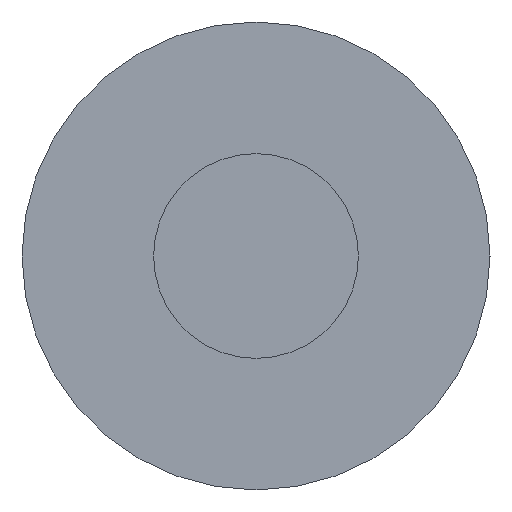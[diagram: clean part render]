
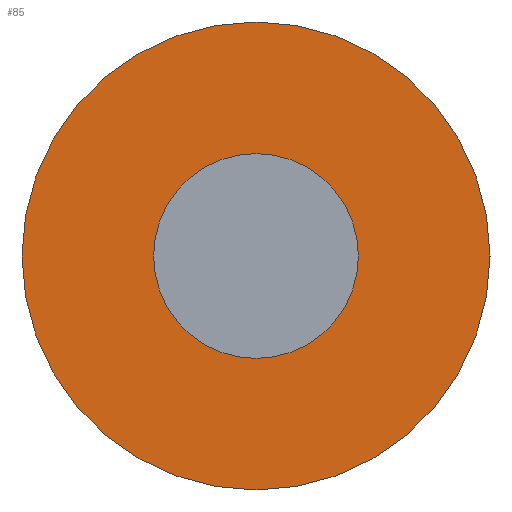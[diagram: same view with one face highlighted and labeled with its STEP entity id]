
A CAD part, left-side view. The second image highlights one B-rep face of the part: STEP entity #85.
In plain terms, the highlighted planar face has unit normal (-1, 0, 0).
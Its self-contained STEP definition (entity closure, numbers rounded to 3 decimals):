
#36 = AXIS2_PLACEMENT_3D ( 'NONE', #134, #224, #302 ) ;
#46 = DIRECTION ( 'NONE',  ( -1., 0., 0. ) ) ;
#47 = EDGE_CURVE ( 'NONE', #342, #219, #873, .T. ) ;
#51 = CARTESIAN_POINT ( 'NONE',  ( 0., 0., 0. ) ) ;
#56 = DIRECTION ( 'NONE',  ( 0., 0., 1. ) ) ;
#60 = CARTESIAN_POINT ( 'NONE',  ( 0., 0., 0. ) ) ;
#85 = ADVANCED_FACE ( 'NONE', ( #693, #714 ), #352, .F. ) ;
#106 = AXIS2_PLACEMENT_3D ( 'NONE', #60, #195, #56 ) ;
#111 = DIRECTION ( 'NONE',  ( 0., 0., -1. ) ) ;
#123 = EDGE_CURVE ( 'NONE', #454, #623, #676, .T. ) ;
#134 = CARTESIAN_POINT ( 'NONE',  ( 0., 0., 0. ) ) ;
#136 = ORIENTED_EDGE ( 'NONE', *, *, #173, .F. ) ;
#173 = EDGE_CURVE ( 'NONE', #219, #342, #847, .T. ) ;
#195 = DIRECTION ( 'NONE',  ( -1., 0., 0. ) ) ;
#207 = CARTESIAN_POINT ( 'NONE',  ( 0., 0., 51.429 ) ) ;
#219 = VERTEX_POINT ( 'NONE', #289 ) ;
#224 = DIRECTION ( 'NONE',  ( -1., 0., 0. ) ) ;
#261 = DIRECTION ( 'NONE',  ( 1., 0., 0. ) ) ;
#284 = EDGE_LOOP ( 'NONE', ( #136, #482 ) ) ;
#289 = CARTESIAN_POINT ( 'NONE',  ( 0., 0., 22.5 ) ) ;
#302 = DIRECTION ( 'NONE',  ( 0., 0., 1. ) ) ;
#306 = EDGE_CURVE ( 'NONE', #623, #454, #372, .T. ) ;
#329 = CARTESIAN_POINT ( 'NONE',  ( 0., 22.5, 0. ) ) ;
#342 = VERTEX_POINT ( 'NONE', #376 ) ;
#352 = PLANE ( 'NONE',  #414 ) ;
#353 = ORIENTED_EDGE ( 'NONE', *, *, #306, .T. ) ;
#368 = DIRECTION ( 'NONE',  ( 0., 0., 1. ) ) ;
#372 = CIRCLE ( 'NONE', #36, 51.429 ) ;
#376 = CARTESIAN_POINT ( 'NONE',  ( 0., 0., -22.5 ) ) ;
#414 = AXIS2_PLACEMENT_3D ( 'NONE', #329, #261, #111 ) ;
#454 = VERTEX_POINT ( 'NONE', #606 ) ;
#482 = ORIENTED_EDGE ( 'NONE', *, *, #47, .F. ) ;
#535 = AXIS2_PLACEMENT_3D ( 'NONE', #51, #46, #796 ) ;
#593 = DIRECTION ( 'NONE',  ( -1., 0., 0. ) ) ;
#601 = AXIS2_PLACEMENT_3D ( 'NONE', #871, #593, #368 ) ;
#606 = CARTESIAN_POINT ( 'NONE',  ( 0., 0., -51.429 ) ) ;
#623 = VERTEX_POINT ( 'NONE', #207 ) ;
#676 = CIRCLE ( 'NONE', #601, 51.429 ) ;
#693 = FACE_BOUND ( 'NONE', #284, .T. ) ;
#714 = FACE_OUTER_BOUND ( 'NONE', #912, .T. ) ;
#796 = DIRECTION ( 'NONE',  ( 0., 0., 1. ) ) ;
#847 = CIRCLE ( 'NONE', #106, 22.5 ) ;
#871 = CARTESIAN_POINT ( 'NONE',  ( 0., 0., 0. ) ) ;
#873 = CIRCLE ( 'NONE', #535, 22.5 ) ;
#901 = ORIENTED_EDGE ( 'NONE', *, *, #123, .T. ) ;
#912 = EDGE_LOOP ( 'NONE', ( #353, #901 ) ) ;
